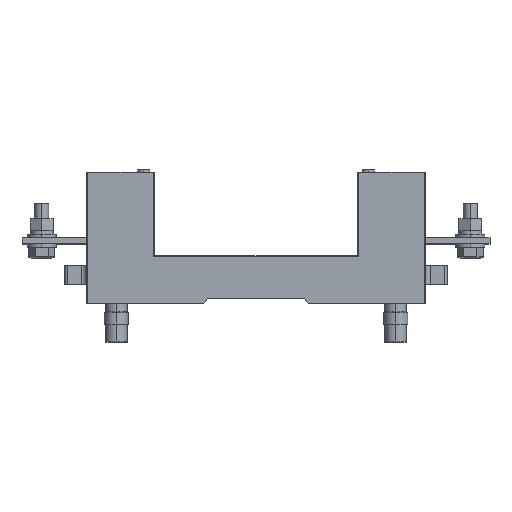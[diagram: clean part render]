
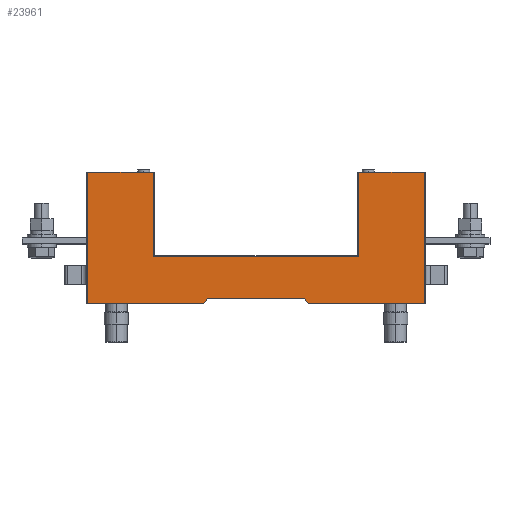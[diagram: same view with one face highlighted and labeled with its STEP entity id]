
A CAD part, top view. The second image highlights one B-rep face of the part: STEP entity #23961.
In plain terms, the highlighted planar face has unit normal (0, 0, 1).
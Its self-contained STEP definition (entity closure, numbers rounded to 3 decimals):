
#394 = ORIENTED_EDGE ( 'NONE', *, *, #41564, .T. ) ;
#736 = DIRECTION ( 'NONE',  ( 0., 1., 0. ) ) ;
#2222 = CARTESIAN_POINT ( 'NONE',  ( 141.5, 55., 75. ) ) ;
#2427 = VECTOR ( 'NONE', #2978, 1000. ) ;
#2860 = VECTOR ( 'NONE', #736, 1000. ) ;
#2978 = DIRECTION ( 'NONE',  ( 0., -1., 0. ) ) ;
#3055 = ORIENTED_EDGE ( 'NONE', *, *, #32941, .F. ) ;
#3305 = EDGE_CURVE ( 'NONE', #4178, #9665, #11491, .T. ) ;
#4178 = VERTEX_POINT ( 'NONE', #47894 ) ;
#4495 = ORIENTED_EDGE ( 'NONE', *, *, #7051, .T. ) ;
#6347 = LINE ( 'NONE', #43293, #26872 ) ;
#6387 = ORIENTED_EDGE ( 'NONE', *, *, #7780, .T. ) ;
#6463 = CARTESIAN_POINT ( 'NONE',  ( 0., 55., 75. ) ) ;
#6530 = DIRECTION ( 'NONE',  ( -1., 0., 0. ) ) ;
#7051 = EDGE_CURVE ( 'NONE', #13967, #34633, #12636, .T. ) ;
#7168 = LINE ( 'NONE', #18733, #42198 ) ;
#7780 = EDGE_CURVE ( 'NONE', #34633, #32424, #6347, .T. ) ;
#8090 = ORIENTED_EDGE ( 'NONE', *, *, #35823, .F. ) ;
#8950 = CARTESIAN_POINT ( 'NONE',  ( 0., 0., 75. ) ) ;
#9602 = ORIENTED_EDGE ( 'NONE', *, *, #10015, .F. ) ;
#9610 = VECTOR ( 'NONE', #20254, 1000. ) ;
#9665 = VERTEX_POINT ( 'NONE', #24021 ) ;
#10006 = DIRECTION ( 'NONE',  ( -0.6, -0.8, 0. ) ) ;
#10015 = EDGE_CURVE ( 'NONE', #26460, #34819, #25174, .T. ) ;
#10538 = CARTESIAN_POINT ( 'NONE',  ( 114., 55., 75. ) ) ;
#11060 = ORIENTED_EDGE ( 'NONE', *, *, #24109, .T. ) ;
#11299 = ORIENTED_EDGE ( 'NONE', *, *, #3305, .T. ) ;
#11491 = LINE ( 'NONE', #44725, #2860 ) ;
#12099 = LINE ( 'NONE', #22886, #14406 ) ;
#12636 = LINE ( 'NONE', #8950, #9610 ) ;
#12653 = CARTESIAN_POINT ( 'NONE',  ( 114., 55., 75. ) ) ;
#13244 = DIRECTION ( 'NONE',  ( 0., 1., 0. ) ) ;
#13712 = CARTESIAN_POINT ( 'NONE',  ( 49., 0., 75. ) ) ;
#13967 = VERTEX_POINT ( 'NONE', #33699 ) ;
#14406 = VECTOR ( 'NONE', #34356, 1000. ) ;
#14715 = CARTESIAN_POINT ( 'NONE',  ( 0.5, 55., 75. ) ) ;
#15314 = DIRECTION ( 'NONE',  ( -1., 0., 0. ) ) ;
#16256 = CARTESIAN_POINT ( 'NONE',  ( 91.5, 2., 75. ) ) ;
#17641 = VERTEX_POINT ( 'NONE', #20994 ) ;
#17784 = LINE ( 'NONE', #25811, #43209 ) ;
#18169 = CARTESIAN_POINT ( 'NONE',  ( 141.5, 0., 75. ) ) ;
#18733 = CARTESIAN_POINT ( 'NONE',  ( 0., 0., 75. ) ) ;
#18736 = ORIENTED_EDGE ( 'NONE', *, *, #22307, .T. ) ;
#18834 = DIRECTION ( 'NONE',  ( -0.6, 0.8, 0. ) ) ;
#19152 = ORIENTED_EDGE ( 'NONE', *, *, #29946, .T. ) ;
#19253 = VECTOR ( 'NONE', #6530, 1000. ) ;
#19300 = ORIENTED_EDGE ( 'NONE', *, *, #33054, .F. ) ;
#20208 = VERTEX_POINT ( 'NONE', #30428 ) ;
#20254 = DIRECTION ( 'NONE',  ( 1., 0., 0. ) ) ;
#20994 = CARTESIAN_POINT ( 'NONE',  ( 114., 19.5, 75. ) ) ;
#21804 = ORIENTED_EDGE ( 'NONE', *, *, #35712, .F. ) ;
#22307 = EDGE_CURVE ( 'NONE', #20208, #37680, #25712, .T. ) ;
#22648 = LINE ( 'NONE', #37543, #29162 ) ;
#22886 = CARTESIAN_POINT ( 'NONE',  ( 0., 55., 75. ) ) ;
#22938 = VECTOR ( 'NONE', #10006, 1000. ) ;
#23486 = CARTESIAN_POINT ( 'NONE',  ( 50.5, 2., 75. ) ) ;
#23724 = VECTOR ( 'NONE', #18834, 1000. ) ;
#23961 = ADVANCED_FACE ( 'NONE', ( #46814 ), #27780, .F. ) ;
#24021 = CARTESIAN_POINT ( 'NONE',  ( 28., 55., 75. ) ) ;
#24109 = EDGE_CURVE ( 'NONE', #37680, #47578, #7168, .T. ) ;
#25174 = LINE ( 'NONE', #36187, #19253 ) ;
#25712 = LINE ( 'NONE', #14715, #26501 ) ;
#25811 = CARTESIAN_POINT ( 'NONE',  ( 0., 55., 75. ) ) ;
#26435 = DIRECTION ( 'NONE',  ( 0., -1., 0. ) ) ;
#26460 = VERTEX_POINT ( 'NONE', #16256 ) ;
#26501 = VECTOR ( 'NONE', #26435, 1000. ) ;
#26863 = LINE ( 'NONE', #40800, #23724 ) ;
#26872 = VECTOR ( 'NONE', #13244, 1000. ) ;
#27780 = PLANE ( 'NONE',  #45311 ) ;
#29162 = VECTOR ( 'NONE', #15314, 1000. ) ;
#29946 = EDGE_CURVE ( 'NONE', #30049, #17641, #36475, .T. ) ;
#30049 = VERTEX_POINT ( 'NONE', #12653 ) ;
#30428 = CARTESIAN_POINT ( 'NONE',  ( 0.5, 55., 75. ) ) ;
#31196 = EDGE_LOOP ( 'NONE', ( #3055, #18736, #11060, #21804, #9602, #8090, #4495, #6387, #19300, #19152, #394, #11299 ) ) ;
#32424 = VERTEX_POINT ( 'NONE', #2222 ) ;
#32941 = EDGE_CURVE ( 'NONE', #20208, #9665, #17784, .T. ) ;
#33054 = EDGE_CURVE ( 'NONE', #30049, #32424, #12099, .T. ) ;
#33699 = CARTESIAN_POINT ( 'NONE',  ( 93., 0., 75. ) ) ;
#34356 = DIRECTION ( 'NONE',  ( 1., 0., 0. ) ) ;
#34633 = VERTEX_POINT ( 'NONE', #18169 ) ;
#34819 = VERTEX_POINT ( 'NONE', #23486 ) ;
#35132 = DIRECTION ( 'NONE',  ( 0., 0., -1. ) ) ;
#35712 = EDGE_CURVE ( 'NONE', #34819, #47578, #47614, .T. ) ;
#35823 = EDGE_CURVE ( 'NONE', #13967, #26460, #26863, .T. ) ;
#36187 = CARTESIAN_POINT ( 'NONE',  ( 50.5, 2., 75. ) ) ;
#36475 = LINE ( 'NONE', #10538, #2427 ) ;
#37543 = CARTESIAN_POINT ( 'NONE',  ( 28.5, 19.5, 75. ) ) ;
#37680 = VERTEX_POINT ( 'NONE', #47281 ) ;
#40800 = CARTESIAN_POINT ( 'NONE',  ( 93., 0., 75. ) ) ;
#41564 = EDGE_CURVE ( 'NONE', #17641, #4178, #22648, .T. ) ;
#41649 = CARTESIAN_POINT ( 'NONE',  ( 49., 0., 75. ) ) ;
#42198 = VECTOR ( 'NONE', #43866, 1000. ) ;
#42685 = DIRECTION ( 'NONE',  ( -1., 0., 0. ) ) ;
#43209 = VECTOR ( 'NONE', #43873, 1000. ) ;
#43293 = CARTESIAN_POINT ( 'NONE',  ( 141.5, 55., 75. ) ) ;
#43866 = DIRECTION ( 'NONE',  ( 1., 0., 0. ) ) ;
#43873 = DIRECTION ( 'NONE',  ( 1., 0., 0. ) ) ;
#44725 = CARTESIAN_POINT ( 'NONE',  ( 28., 55., 75. ) ) ;
#45311 = AXIS2_PLACEMENT_3D ( 'NONE', #6463, #35132, #42685 ) ;
#46814 = FACE_OUTER_BOUND ( 'NONE', #31196, .T. ) ;
#47281 = CARTESIAN_POINT ( 'NONE',  ( 0.5, 0., 75. ) ) ;
#47578 = VERTEX_POINT ( 'NONE', #41649 ) ;
#47614 = LINE ( 'NONE', #13712, #22938 ) ;
#47894 = CARTESIAN_POINT ( 'NONE',  ( 28., 19.5, 75. ) ) ;
